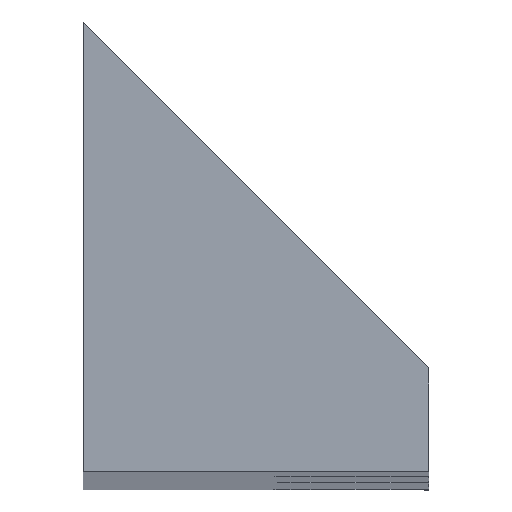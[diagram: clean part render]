
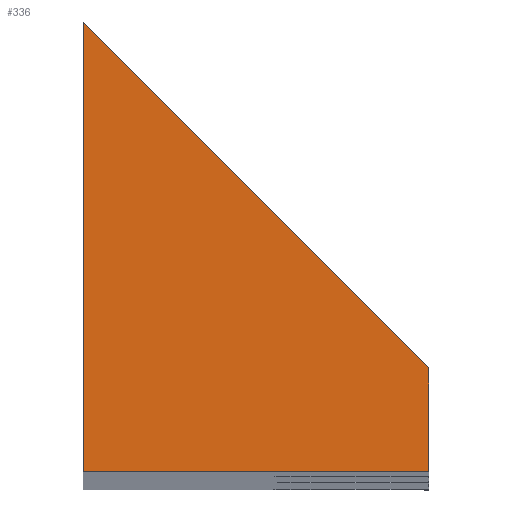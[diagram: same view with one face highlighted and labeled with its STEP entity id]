
A CAD part, top view. The second image highlights one B-rep face of the part: STEP entity #336.
In plain terms, the highlighted planar face has unit normal (0, 0, 1).
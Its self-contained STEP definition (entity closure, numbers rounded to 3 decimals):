
#15 = CARTESIAN_POINT ( 'NONE',  ( 0., 0., 36.4 ) ) ;
#21 = VERTEX_POINT ( 'NONE', #156 ) ;
#37 = DIRECTION ( 'NONE',  ( 0., 0., 1. ) ) ;
#53 = EDGE_CURVE ( 'NONE', #21, #374, #298, .T. ) ;
#78 = EDGE_CURVE ( 'NONE', #221, #151, #301, .T. ) ;
#83 = AXIS2_PLACEMENT_3D ( 'NONE', #133, #37, #346 ) ;
#94 = VECTOR ( 'NONE', #288, 1000. ) ;
#99 = PLANE ( 'NONE',  #83 ) ;
#101 = VECTOR ( 'NONE', #325, 1000. ) ;
#114 = LINE ( 'NONE', #276, #101 ) ;
#124 = ORIENTED_EDGE ( 'NONE', *, *, #299, .T. ) ;
#127 = VECTOR ( 'NONE', #141, 1000. ) ;
#133 = CARTESIAN_POINT ( 'NONE',  ( 0., 0., 36.4 ) ) ;
#141 = DIRECTION ( 'NONE',  ( 0., -1., 0. ) ) ;
#142 = EDGE_CURVE ( 'NONE', #374, #221, #114, .T. ) ;
#148 = ORIENTED_EDGE ( 'NONE', *, *, #53, .T. ) ;
#151 = VERTEX_POINT ( 'NONE', #296 ) ;
#156 = CARTESIAN_POINT ( 'NONE',  ( 0., 2.6, 36.4 ) ) ;
#161 = FACE_OUTER_BOUND ( 'NONE', #302, .T. ) ;
#194 = ORIENTED_EDGE ( 'NONE', *, *, #142, .T. ) ;
#213 = CARTESIAN_POINT ( 'NONE',  ( 2., 0., 36.4 ) ) ;
#221 = VERTEX_POINT ( 'NONE', #213 ) ;
#222 = CARTESIAN_POINT ( 'NONE',  ( 1.3, 1.3, 36.4 ) ) ;
#224 = ORIENTED_EDGE ( 'NONE', *, *, #78, .T. ) ;
#258 = CARTESIAN_POINT ( 'NONE',  ( 0., 0., 36.4 ) ) ;
#272 = DIRECTION ( 'NONE',  ( 0., 1., 0. ) ) ;
#276 = CARTESIAN_POINT ( 'NONE',  ( 0., 0., 36.4 ) ) ;
#288 = DIRECTION ( 'NONE',  ( -0.707, 0.707, 0. ) ) ;
#296 = CARTESIAN_POINT ( 'NONE',  ( 2., 0.6, 36.4 ) ) ;
#298 = LINE ( 'NONE', #15, #127 ) ;
#299 = EDGE_CURVE ( 'NONE', #151, #21, #321, .T. ) ;
#301 = LINE ( 'NONE', #382, #349 ) ;
#302 = EDGE_LOOP ( 'NONE', ( #194, #224, #124, #148 ) ) ;
#321 = LINE ( 'NONE', #222, #94 ) ;
#325 = DIRECTION ( 'NONE',  ( 1., 0., 0. ) ) ;
#336 = ADVANCED_FACE ( 'NONE', ( #161 ), #99, .T. ) ;
#346 = DIRECTION ( 'NONE',  ( 1., 0., 0. ) ) ;
#349 = VECTOR ( 'NONE', #272, 1000. ) ;
#374 = VERTEX_POINT ( 'NONE', #258 ) ;
#382 = CARTESIAN_POINT ( 'NONE',  ( 2., 0., 36.4 ) ) ;
